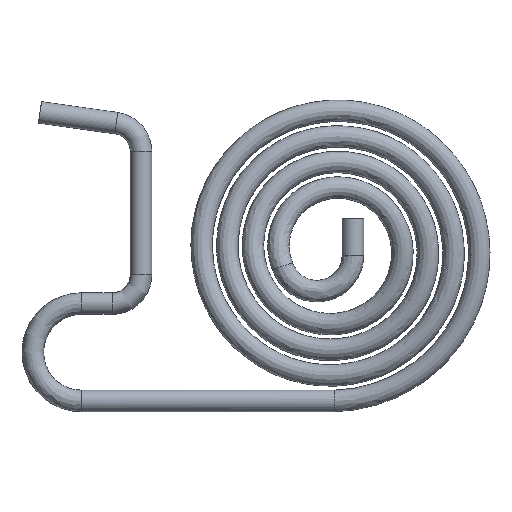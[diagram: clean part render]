
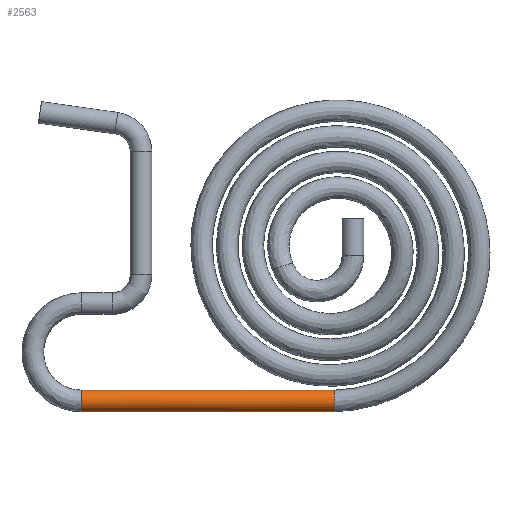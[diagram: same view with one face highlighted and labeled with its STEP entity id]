
A CAD part, left-side view. The second image highlights one B-rep face of the part: STEP entity #2563.
In plain terms, the highlighted free-form (B-spline) face has degree [3, 1] with [14, 2] control points.
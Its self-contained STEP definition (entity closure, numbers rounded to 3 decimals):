
#86 = CARTESIAN_POINT ( 'NONE',  ( 170.499, -5.65, -9.764 ) ) ;
#144 = EDGE_CURVE ( 'NONE', #1168, #166, #409, .T. ) ;
#166 = VERTEX_POINT ( 'NONE', #214 ) ;
#182 = CARTESIAN_POINT ( 'NONE',  ( 170.279, -5.65, -9.432 ) ) ;
#197 = CARTESIAN_POINT ( 'NONE',  ( 170.279, 1.35, -9.518 ) ) ;
#204 = VERTEX_POINT ( 'NONE', #1822 ) ;
#214 = CARTESIAN_POINT ( 'NONE',  ( 170.58, -5.65, -9.775 ) ) ;
#221 = CARTESIAN_POINT ( 'NONE',  ( 170.494, -5.65, -9.184 ) ) ;
#320 = CARTESIAN_POINT ( 'NONE',  ( 170.58, 1.35, -9.775 ) ) ;
#333 = CARTESIAN_POINT ( 'NONE',  ( 170.248, -5.65, -9.475 ) ) ;
#352 = CARTESIAN_POINT ( 'NONE',  ( 170.416, 1.35, -9.219 ) ) ;
#377 = CARTESIAN_POINT ( 'NONE',  ( 170.279, 1.35, -9.432 ) ) ;
#389 = LINE ( 'NONE', #1821, #1674 ) ;
#397 = CARTESIAN_POINT ( 'NONE',  ( 170.279, -5.65, -9.518 ) ) ;
#409 = B_SPLINE_CURVE_WITH_KNOTS ( 'NONE', 3,
 ( #2236, #1047, #2010, #1437 ),
 .UNSPECIFIED., .F., .F.,
 ( 4, 4 ),
 ( 0., 1. ),
 .UNSPECIFIED. ) ;
#414 = CARTESIAN_POINT ( 'NONE',  ( 170.416, -5.65, -9.731 ) ) ;
#501 = ORIENTED_EDGE ( 'NONE', *, *, #1572, .F. ) ;
#539 = CARTESIAN_POINT ( 'NONE',  ( 170.304, 1.35, -9.349 ) ) ;
#564 = CARTESIAN_POINT ( 'NONE',  ( 170.345, -5.65, -9.24 ) ) ;
#581 = VECTOR ( 'NONE', #1490, 1000. ) ;
#590 = CARTESIAN_POINT ( 'NONE',  ( 170.416, -5.65, -9.219 ) ) ;
#613 = CARTESIAN_POINT ( 'NONE',  ( 170.35, -5.65, -9.276 ) ) ;
#635 = VERTEX_POINT ( 'NONE', #765 ) ;
#639 = CARTESIAN_POINT ( 'NONE',  ( 170.58, 1.35, -9.175 ) ) ;
#651 = ORIENTED_EDGE ( 'NONE', *, *, #1380, .F. ) ;
#680 = CARTESIAN_POINT ( 'NONE',  ( 170.494, 1.35, -9.766 ) ) ;
#723 = ORIENTED_EDGE ( 'NONE', *, *, #1850, .F. ) ;
#748 = CARTESIAN_POINT ( 'NONE',  ( 170.58, 1.35, -9.175 ) ) ;
#765 = CARTESIAN_POINT ( 'NONE',  ( 170.58, 1.35, -9.175 ) ) ;
#932 = CARTESIAN_POINT ( 'NONE',  ( 170.502, -5.65, -9.175 ) ) ;
#934 = CARTESIAN_POINT ( 'NONE',  ( 170.552, 1.35, -9.775 ) ) ;
#1014 = CARTESIAN_POINT ( 'NONE',  ( 170.304, -5.65, -9.601 ) ) ;
#1041 = CARTESIAN_POINT ( 'NONE',  ( 170.494, 1.35, -9.184 ) ) ;
#1047 = CARTESIAN_POINT ( 'NONE',  ( 170.525, -5.65, -9.771 ) ) ;
#1057 = CARTESIAN_POINT ( 'NONE',  ( 170.552, 1.35, -9.175 ) ) ;
#1080 = CARTESIAN_POINT ( 'NONE',  ( 170.552, -5.65, -9.775 ) ) ;
#1117 = CARTESIAN_POINT ( 'NONE',  ( 170.494, -5.65, -9.766 ) ) ;
#1168 = VERTEX_POINT ( 'NONE', #2320 ) ;
#1196 = CARTESIAN_POINT ( 'NONE',  ( 170.35, 1.35, -9.276 ) ) ;
#1199 = DIRECTION ( 'NONE',  ( 0., 1., 0. ) ) ;
#1359 = CARTESIAN_POINT ( 'NONE',  ( 170.45, -5.65, -9.749 ) ) ;
#1380 = EDGE_CURVE ( 'NONE', #204, #635, #2183, .T. ) ;
#1386 = CARTESIAN_POINT ( 'NONE',  ( 170.35, 1.35, -9.674 ) ) ;
#1437 = CARTESIAN_POINT ( 'NONE',  ( 170.58, -5.65, -9.775 ) ) ;
#1446 = CARTESIAN_POINT ( 'NONE',  ( 170.552, -5.65, -9.175 ) ) ;
#1473 = CARTESIAN_POINT ( 'NONE',  ( 170.552, 1.35, -9.775 ) ) ;
#1490 = DIRECTION ( 'NONE',  ( 0., 1., 0. ) ) ;
#1513 = CARTESIAN_POINT ( 'NONE',  ( 170.58, -5.65, -9.775 ) ) ;
#1525 = LINE ( 'NONE', #1687, #581 ) ;
#1572 = EDGE_CURVE ( 'NONE', #166, #204, #389, .T. ) ;
#1615 = CARTESIAN_POINT ( 'NONE',  ( 170.304, 1.35, -9.349 ) ) ;
#1631 = CARTESIAN_POINT ( 'NONE',  ( 170.58, -5.65, -9.175 ) ) ;
#1674 = VECTOR ( 'NONE', #1199, 1000. ) ;
#1687 = CARTESIAN_POINT ( 'NONE',  ( 170.58, -5.65, -9.175 ) ) ;
#1743 = CARTESIAN_POINT ( 'NONE',  ( 170.279, 1.35, -9.518 ) ) ;
#1755 = CARTESIAN_POINT ( 'NONE',  ( 170.334, -5.65, -9.683 ) ) ;
#1770 = CARTESIAN_POINT ( 'NONE',  ( 170.35, 1.35, -9.276 ) ) ;
#1783 = CARTESIAN_POINT ( 'NONE',  ( 170.552, 1.35, -9.175 ) ) ;
#1797 = CARTESIAN_POINT ( 'NONE',  ( 170.416, 1.35, -9.731 ) ) ;
#1798 = VERTEX_POINT ( 'NONE', #1631 ) ;
#1817 = CARTESIAN_POINT ( 'NONE',  ( 170.304, 1.35, -9.601 ) ) ;
#1821 = CARTESIAN_POINT ( 'NONE',  ( 170.58, -5.65, -9.775 ) ) ;
#1822 = CARTESIAN_POINT ( 'NONE',  ( 170.58, 1.35, -9.775 ) ) ;
#1841 = CARTESIAN_POINT ( 'NONE',  ( 170.416, 1.35, -9.219 ) ) ;
#1850 = EDGE_CURVE ( 'NONE', #1798, #1168, #2555, .T. ) ;
#1917 = ORIENTED_EDGE ( 'NONE', *, *, #144, .F. ) ;
#2005 = CARTESIAN_POINT ( 'NONE',  ( 170.304, -5.65, -9.349 ) ) ;
#2010 = CARTESIAN_POINT ( 'NONE',  ( 170.553, -5.65, -9.775 ) ) ;
#2033 = FACE_OUTER_BOUND ( 'NONE', #2214, .T. ) ;
#2104 = EDGE_CURVE ( 'NONE', #1798, #635, #1525, .T. ) ;
#2183 = B_SPLINE_CURVE_WITH_KNOTS ( 'NONE', 3,
 ( #320, #934, #2358, #1797, #1386, #2198, #1743, #377, #539, #1770, #352, #2371, #1783, #748 ),
 .UNSPECIFIED., .F., .F.,
 ( 4, 1, 1, 1, 1, 1, 1, 1, 1, 1, 1, 4 ),
 ( 0., 0.091, 0.182, 0.273, 0.364, 0.455, 0.545, 0.636, 0.727, 0.818, 0.909, 1. ),
 .UNSPECIFIED. ) ;
#2198 = CARTESIAN_POINT ( 'NONE',  ( 170.304, 1.35, -9.601 ) ) ;
#2205 = CARTESIAN_POINT ( 'NONE',  ( 170.58, -5.65, -9.175 ) ) ;
#2214 = EDGE_LOOP ( 'NONE', ( #2256, #651, #501, #1917, #723 ) ) ;
#2217 = CARTESIAN_POINT ( 'NONE',  ( 170.279, 1.35, -9.432 ) ) ;
#2236 = CARTESIAN_POINT ( 'NONE',  ( 170.499, -5.65, -9.764 ) ) ;
#2256 = ORIENTED_EDGE ( 'NONE', *, *, #2104, .T. ) ;
#2275 = CARTESIAN_POINT ( 'NONE',  ( 170.416, 1.35, -9.731 ) ) ;
#2320 = CARTESIAN_POINT ( 'NONE',  ( 170.499, -5.65, -9.764 ) ) ;
#2358 = CARTESIAN_POINT ( 'NONE',  ( 170.494, 1.35, -9.766 ) ) ;
#2371 = CARTESIAN_POINT ( 'NONE',  ( 170.494, 1.35, -9.184 ) ) ;
#2402 = B_SPLINE_SURFACE_WITH_KNOTS ( 'NONE', 3, 1, ( 
 ( #2205, #639 ),
 ( #1446, #1057 ),
 ( #221, #1041 ),
 ( #590, #1841 ),
 ( #613, #1196 ),
 ( #2005, #1615 ),
 ( #182, #2217 ),
 ( #397, #197 ),
 ( #1014, #1817 ),
 ( #2626, #2432 ),
 ( #414, #2275 ),
 ( #1117, #680 ),
 ( #1080, #1473 ),
 ( #1513, #2485 ) ),
 .UNSPECIFIED., .F., .F., .F.,
 ( 4, 1, 1, 1, 1, 1, 1, 1, 1, 1, 1, 4 ),
 ( 2, 2 ),
 ( 0.03, 0.116, 0.201, 0.286, 0.372, 0.457, 0.543, 0.628, 0.714, 0.799, 0.884, 0.97 ),
 ( 0., 1. ),
 .UNSPECIFIED. ) ;
#2432 = CARTESIAN_POINT ( 'NONE',  ( 170.35, 1.35, -9.674 ) ) ;
#2485 = CARTESIAN_POINT ( 'NONE',  ( 170.58, 1.35, -9.775 ) ) ;
#2555 = B_SPLINE_CURVE_WITH_KNOTS ( 'NONE', 3,
 ( #2577, #932, #564, #333, #1755, #1359, #86 ),
 .UNSPECIFIED., .F., .F.,
 ( 4, 1, 1, 1, 4 ),
 ( 0., 0.274, 0.548, 0.822, 1. ),
 .UNSPECIFIED. ) ;
#2563 = ADVANCED_FACE ( 'NONE', ( #2033 ), #2402, .F. ) ;
#2577 = CARTESIAN_POINT ( 'NONE',  ( 170.58, -5.65, -9.175 ) ) ;
#2626 = CARTESIAN_POINT ( 'NONE',  ( 170.35, -5.65, -9.674 ) ) ;
